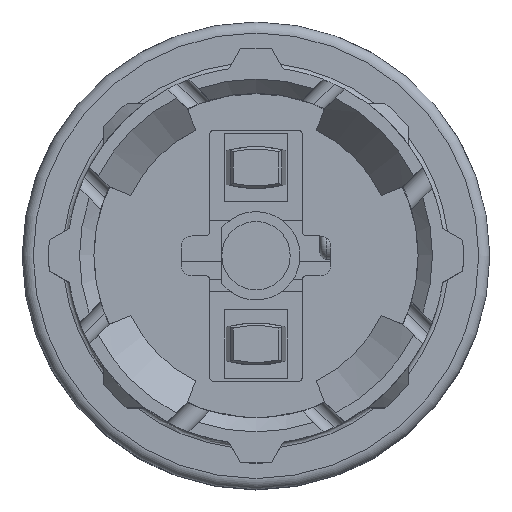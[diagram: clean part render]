
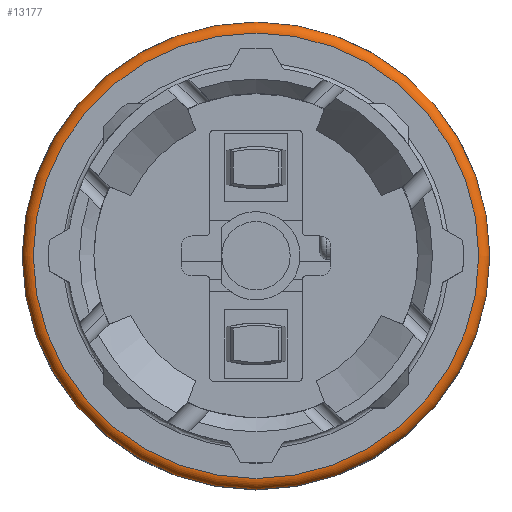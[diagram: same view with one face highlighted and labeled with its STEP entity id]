
A CAD part, top view. The second image highlights one B-rep face of the part: STEP entity #13177.
In plain terms, the highlighted toroidal (fillet/blend) face has major radius 10.1 mm and minor radius 0.5 mm.
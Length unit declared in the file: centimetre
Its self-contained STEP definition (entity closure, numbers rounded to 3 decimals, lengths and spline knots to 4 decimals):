
#45=TOROIDAL_SURFACE('',#14034,1.01,0.05);
#686=CIRCLE('',#14024,1.06);
#687=CIRCLE('',#14025,1.06);
#696=CIRCLE('',#14035,0.05);
#697=CIRCLE('',#14036,1.01);
#1196=FACE_OUTER_BOUND('',#1918,.T.);
#1918=EDGE_LOOP('',(#9162,#9163,#9164,#9165,#9166));
#5393=VERTEX_POINT('',#19944);
#5394=VERTEX_POINT('',#19946);
#5427=VERTEX_POINT('',#20158);
#6801=EDGE_CURVE('',#5393,#5394,#686,.T.);
#6802=EDGE_CURVE('',#5394,#5393,#687,.T.);
#6835=EDGE_CURVE('',#5394,#5427,#696,.T.);
#6836=EDGE_CURVE('',#5427,#5427,#697,.T.);
#9162=ORIENTED_EDGE('',*,*,#6801,.F.);
#9163=ORIENTED_EDGE('',*,*,#6802,.F.);
#9164=ORIENTED_EDGE('',*,*,#6835,.T.);
#9165=ORIENTED_EDGE('',*,*,#6836,.T.);
#9166=ORIENTED_EDGE('',*,*,#6835,.F.);
#13177=ADVANCED_FACE('',(#1196),#45,.T.);
#14024=AXIS2_PLACEMENT_3D('',#19947,#16006,#16007);
#14025=AXIS2_PLACEMENT_3D('',#19948,#16008,#16009);
#14034=AXIS2_PLACEMENT_3D('',#20157,#16034,#16035);
#14035=AXIS2_PLACEMENT_3D('',#20159,#16036,#16037);
#14036=AXIS2_PLACEMENT_3D('',#20160,#16038,#16039);
#16006=DIRECTION('center_axis',(0.,0.,
-1.));
#16007=DIRECTION('ref_axis',(0.,1.,0.));
#16008=DIRECTION('center_axis',(0.,0.,
-1.));
#16009=DIRECTION('ref_axis',(0.,1.,0.));
#16034=DIRECTION('center_axis',(0.,0.,
-1.));
#16035=DIRECTION('ref_axis',(-1.,0.,0.));
#16036=DIRECTION('center_axis',(0.,-1.,0.));
#16037=DIRECTION('ref_axis',(1.,0.,0.));
#16038=DIRECTION('center_axis',(0.,0.,
-1.));
#16039=DIRECTION('ref_axis',(0.,1.,0.));
#19944=CARTESIAN_POINT('',(0.,-1.06,1.045));
#19946=CARTESIAN_POINT('',(1.06,0.,1.045));
#19947=CARTESIAN_POINT('Origin',(0.,0.,
1.045));
#19948=CARTESIAN_POINT('Origin',(0.,0.,
1.045));
#20157=CARTESIAN_POINT('Origin',(0.,0.,
1.045));
#20158=CARTESIAN_POINT('',(1.01,0.,1.095));
#20159=CARTESIAN_POINT('Origin',(1.01,0.,1.045));
#20160=CARTESIAN_POINT('Origin',(0.,0.,
1.095));
